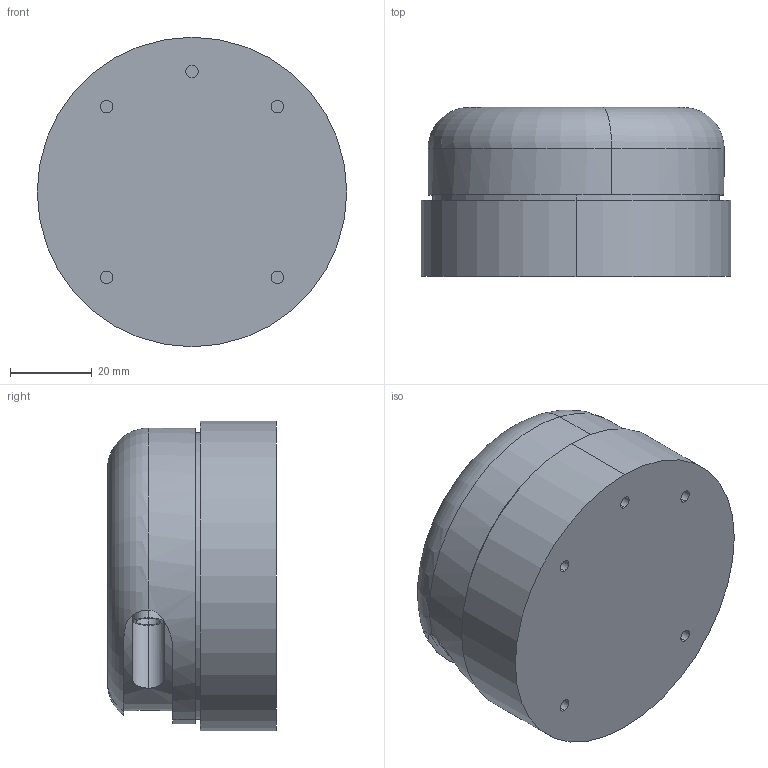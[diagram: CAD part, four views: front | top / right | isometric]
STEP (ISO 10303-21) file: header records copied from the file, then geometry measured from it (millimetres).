
FILE_DESCRIPTION (( 'STEP AP203' ), '1' );
FILE_NAME ('LIDAR.STEP', '2022-02-23T01:00:49', ( '' ), ( '' ), 'SwSTEP 2.0', 'SolidWorks 2021', '' );
FILE_SCHEMA (( 'CONFIG_CONTROL_DESIGN' ));
Length unit declared in the file: millimetre
Products named in the file (3): LIDAR_1; LIDAR_2; LIDAR
Assembly tree (2 placements, depth 2):
  LIDAR
    LIDAR_2
    LIDAR_1
Bounding box: 75.7 x 41.3 x 75.7 mm (x, y, z)
Volume: 163066.1 mm3; surface area: 32289.5 mm2
Topology: 2 solids, 4 shells, 171 faces, 406 edges, 270 vertices
Faces by surface type: plane 102, cylinder 44, bspline 23, torus 2
Entity records: 6902 total; most frequent: CARTESIAN_POINT 2728, ORIENTED_EDGE 812, DIRECTION 741, EDGE_CURVE 406, VERTEX_POINT 270, VECTOR 259, LINE 259, AXIS2_PLACEMENT_3D 241
